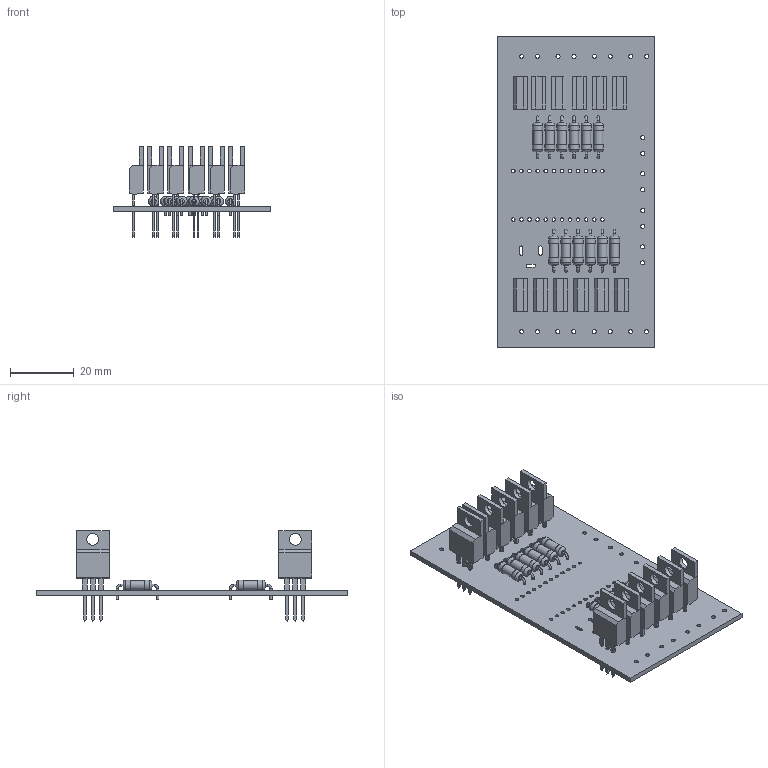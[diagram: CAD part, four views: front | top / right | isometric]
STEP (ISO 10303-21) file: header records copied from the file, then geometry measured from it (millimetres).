
FILE_DESCRIPTION(('KiCad electronic assembly'),'2;1');
FILE_NAME('dings02_pcb.step','2020-05-25T20:38:48',('An Author'),( 'A Company'),'Open CASCADE STEP processor 6.9', 'KiCad to STEP converter','Unknown');
FILE_SCHEMA(('AUTOMOTIVE_DESIGN { 1 0 10303 214 1 1 1 1 }'));
Length unit declared in the file: millimetre
Products named in the file (6): Open CASCADE STEP translator 6.9 1; R_Axial_DIN0309_L9.0mm_D3.2mm_P12.70mm_Horizontal; SOLID; TO-220-3_Vertical; COMPOUND
Assembly tree (27 placements, depth 3):
  Open CASCADE STEP translator 6.9 1
    R_Axial_DIN0309_L9.0mm_D3.2mm_P12.70mm_Horizontal  x12
      SOLID
    TO-220-3_Vertical  x12
      SOLID
    COMPOUND
Bounding box: 49.53 x 97.79 x 28.52 mm (x, y, z)
Volume: 14228 mm3; surface area: 19181 mm2
Topology: 25 solids, 25 shells, 906 faces, 2352 edges, 1544 vertices
Faces by surface type: plane 648, cylinder 210, torus 48
Full cylindrical faces by diameter (mm): 0.7 x48, 0.8 x24, 1.1 x60, 1.3 x24, 2.88 x12, 3.2 x24, 3.735 x12
Entity records: 15252 total; most frequent: CARTESIAN_POINT 3704, DIRECTION 2058, LINE 1117, VECTOR 1117, ORIENTED_EDGE 1074, PCURVE 1074, DEFINITIONAL_REPRESENTATION 1074, EDGE_CURVE 537
